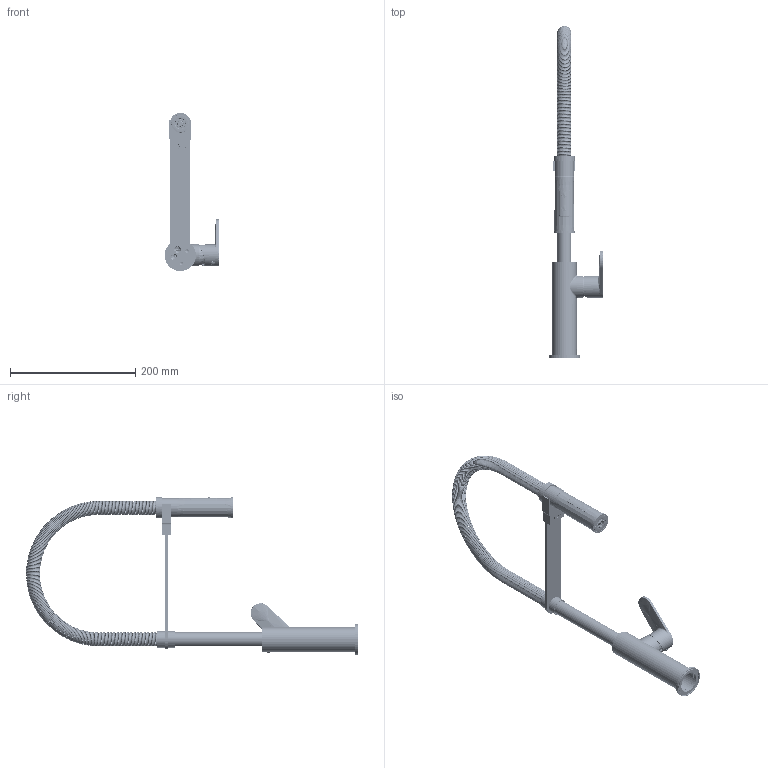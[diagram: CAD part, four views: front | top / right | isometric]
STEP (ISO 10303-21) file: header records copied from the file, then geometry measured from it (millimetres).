
FILE_DESCRIPTION((''),'2;1');
FILE_NAME('CA179CR','2022-02-11T16:46:20',('ut3'),('PAFFONI SpA'),'CREO PARAMETRIC BY PTC INC, 2020044','CREO PARAMETRIC BY PTC INC, 2020044','');
FILE_SCHEMA(('CONFIG_CONTROL_DESIGN','SHAPE_APPEARANCE_LAYERS_GROUPS'));
Products named in the file (1): CA179CR
Bounding box: 87.32 x 530.12 x 252.5 mm (x, y, z)
Volume: 335343.7 mm3; surface area: 243011.8 mm2
Topology: 2 solids, 2 shells, 2803 faces, 8089 edges, 5189 vertices
Faces by surface type: cylinder 1039, plane 1003, bspline 335, cone 239, torus 113, sphere 72, extrusion 2
Entity records: 286480 total; most frequent: CARTESIAN_POINT 202955, ORIENTED_EDGE 16024, DIRECTION 12744, EDGE_CURVE 8012, VERTEX_POINT 5189, AXIS2_PLACEMENT_3D 4566, VECTOR 3612, LINE 3610
